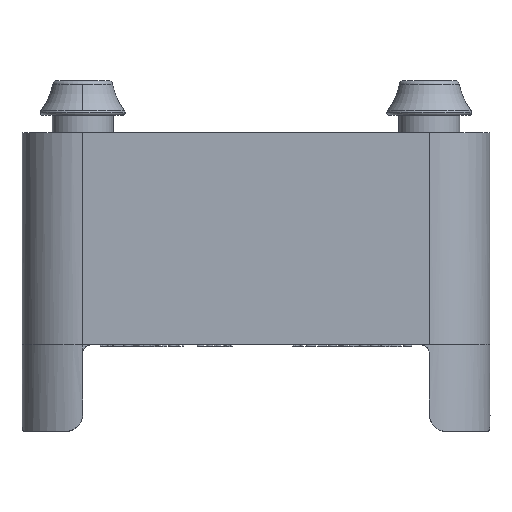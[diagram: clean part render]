
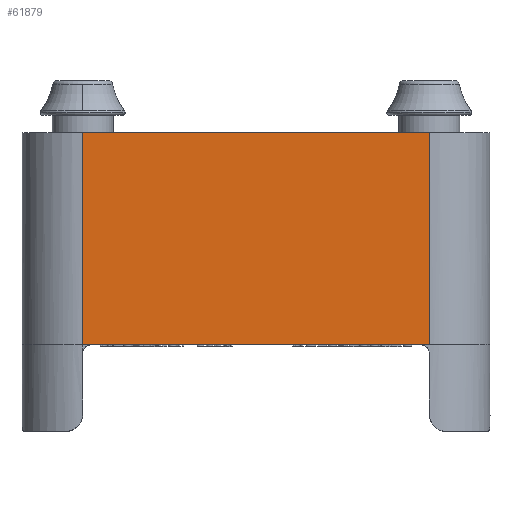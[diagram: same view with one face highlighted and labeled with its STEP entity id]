
A CAD part, front view. The second image highlights one B-rep face of the part: STEP entity #61879.
In plain terms, the highlighted planar face has unit normal (0, -1, 0).
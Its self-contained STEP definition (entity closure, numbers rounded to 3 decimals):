
#1743=CARTESIAN_POINT('',(-9.974,-13.5,-2.0));
#1744=VERTEX_POINT('',#1743);
#3662=CARTESIAN_POINT('',(9.974,-13.5,-2.0));
#3663=VERTEX_POINT('',#3662);
#3671=CARTESIAN_POINT('',(-9.974,-13.5,-2.0));
#3672=DIRECTION('',(1.0,0.0,0.0));
#3673=VECTOR('',#3672,19.947);
#3674=LINE('',#3671,#3673);
#3675=EDGE_CURVE('',#1744,#3663,#3674,.T.);
#61428=CARTESIAN_POINT('',(10.0,-13.5,-2.0));
#61429=VERTEX_POINT('',#61428);
#61439=CARTESIAN_POINT('',(9.974,-13.5,-2.0));
#61440=DIRECTION('',(1.0,0.0,0.0));
#61441=VECTOR('',#61440,0.026);
#61442=LINE('',#61439,#61441);
#61443=EDGE_CURVE('',#3663,#61429,#61442,.T.);
#61506=CARTESIAN_POINT('',(-10.0,-13.5,-2.0));
#61507=VERTEX_POINT('',#61506);
#61523=CARTESIAN_POINT('',(-10.0,-13.5,-2.0));
#61524=DIRECTION('',(1.0,0.0,0.0));
#61525=VECTOR('',#61524,0.026);
#61526=LINE('',#61523,#61525);
#61527=EDGE_CURVE('',#61507,#1744,#61526,.T.);
#61810=CARTESIAN_POINT('',(10.0,-13.5,10.25));
#61811=VERTEX_POINT('',#61810);
#61819=CARTESIAN_POINT('',(10.0,-13.5,-2.0));
#61820=DIRECTION('',(0.0,0.0,1.0));
#61821=VECTOR('',#61820,12.25);
#61822=LINE('',#61819,#61821);
#61823=EDGE_CURVE('',#61429,#61811,#61822,.T.);
#61834=CARTESIAN_POINT('',(-10.0,-13.5,10.25));
#61835=VERTEX_POINT('',#61834);
#61836=CARTESIAN_POINT('',(-10.0,-13.5,-2.0));
#61837=DIRECTION('',(0.0,0.0,1.0));
#61838=VECTOR('',#61837,12.25);
#61839=LINE('',#61836,#61838);
#61840=EDGE_CURVE('',#61507,#61835,#61839,.T.);
#61861=CARTESIAN_POINT('',(10.0,-13.5,-2.0));
#61862=DIRECTION('',(0.0,-1.0,0.0));
#61863=DIRECTION('',(0.0,0.0,-1.0));
#61864=AXIS2_PLACEMENT_3D('',#61861,#61862,#61863);
#61865=PLANE('',#61864);
#61866=ORIENTED_EDGE('',*,*,#61527,.T.);
#61867=ORIENTED_EDGE('',*,*,#3675,.T.);
#61868=ORIENTED_EDGE('',*,*,#61443,.T.);
#61869=ORIENTED_EDGE('',*,*,#61823,.T.);
#61870=CARTESIAN_POINT('',(10.0,-13.5,10.25));
#61871=DIRECTION('',(-1.0,0.0,0.0));
#61872=VECTOR('',#61871,20.0);
#61873=LINE('',#61870,#61872);
#61874=EDGE_CURVE('',#61811,#61835,#61873,.T.);
#61875=ORIENTED_EDGE('',*,*,#61874,.T.);
#61876=ORIENTED_EDGE('',*,*,#61840,.F.);
#61877=EDGE_LOOP('',(#61866,#61867,#61868,#61869,#61875,#61876));
#61878=FACE_OUTER_BOUND('',#61877,.T.);
#61879=ADVANCED_FACE('',(#61878),#61865,.T.);
